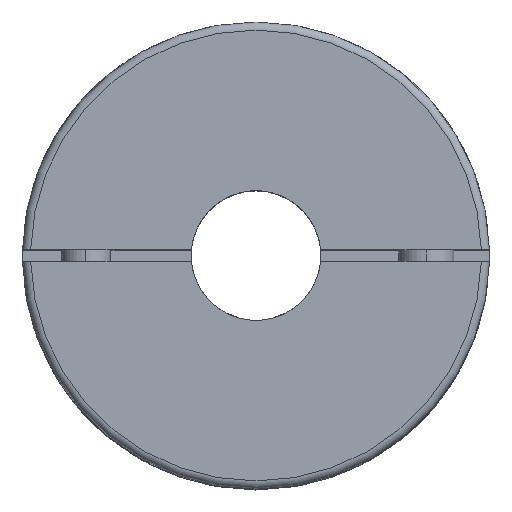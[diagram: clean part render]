
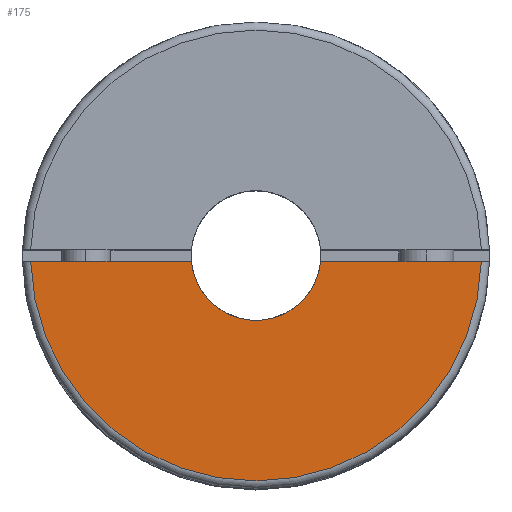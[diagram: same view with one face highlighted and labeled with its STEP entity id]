
A CAD part, top view. The second image highlights one B-rep face of the part: STEP entity #175.
In plain terms, the highlighted planar face has unit normal (0, 0, 1).
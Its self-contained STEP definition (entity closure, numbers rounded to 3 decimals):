
#108 = VECTOR ( 'NONE', #3699, 1000. ) ;
#175 = ADVANCED_FACE ( 'NONE', ( #834 ), #3682, .T. ) ;
#242 = CARTESIAN_POINT ( 'NONE',  ( 13.896, -0.35, 0. ) ) ;
#305 = CARTESIAN_POINT ( 'NONE',  ( 0., 13.9, 0. ) ) ;
#316 = DIRECTION ( 'NONE',  ( 1., 0., 0. ) ) ;
#349 = DIRECTION ( 'NONE',  ( -1., 0., 0. ) ) ;
#423 = VERTEX_POINT ( 'NONE', #242 ) ;
#707 = ORIENTED_EDGE ( 'NONE', *, *, #1531, .F. ) ;
#714 = CARTESIAN_POINT ( 'NONE',  ( -13.896, -0.35, 0. ) ) ;
#805 = DIRECTION ( 'NONE',  ( 1., 0., 0. ) ) ;
#814 = EDGE_CURVE ( 'NONE', #979, #1147, #3453, .T. ) ;
#834 = FACE_OUTER_BOUND ( 'NONE', #4313, .T. ) ;
#877 = LINE ( 'NONE', #2555, #108 ) ;
#979 = VERTEX_POINT ( 'NONE', #714 ) ;
#1147 = VERTEX_POINT ( 'NONE', #2974 ) ;
#1164 = EDGE_CURVE ( 'NONE', #3839, #423, #877, .T. ) ;
#1531 = EDGE_CURVE ( 'NONE', #423, #979, #4113, .T. ) ;
#1710 = CARTESIAN_POINT ( 'NONE',  ( 3.985, -0.35, 0. ) ) ;
#1784 = ORIENTED_EDGE ( 'NONE', *, *, #4238, .T. ) ;
#2158 = VECTOR ( 'NONE', #316, 1000. ) ;
#2445 = CARTESIAN_POINT ( 'NONE',  ( 0., 0., 0. ) ) ;
#2555 = CARTESIAN_POINT ( 'NONE',  ( -14.4, -0.35, 0. ) ) ;
#2813 = CIRCLE ( 'NONE', #3610, 4. ) ;
#2833 = CARTESIAN_POINT ( 'NONE',  ( -14.4, -0.35, 0. ) ) ;
#2869 = ORIENTED_EDGE ( 'NONE', *, *, #1164, .F. ) ;
#2974 = CARTESIAN_POINT ( 'NONE',  ( -3.985, -0.35, 0. ) ) ;
#3047 = ORIENTED_EDGE ( 'NONE', *, *, #814, .F. ) ;
#3453 = LINE ( 'NONE', #2833, #2158 ) ;
#3610 = AXIS2_PLACEMENT_3D ( 'NONE', #2445, #4132, #349 ) ;
#3682 = PLANE ( 'NONE',  #4131 ) ;
#3699 = DIRECTION ( 'NONE',  ( 1., 0., 0. ) ) ;
#3839 = VERTEX_POINT ( 'NONE', #1710 ) ;
#4113 = CIRCLE ( 'NONE', #4983, 13.9 ) ;
#4131 = AXIS2_PLACEMENT_3D ( 'NONE', #305, #5372, #805 ) ;
#4132 = DIRECTION ( 'NONE',  ( 0., 0., -1. ) ) ;
#4238 = EDGE_CURVE ( 'NONE', #3839, #1147, #2813, .T. ) ;
#4313 = EDGE_LOOP ( 'NONE', ( #3047, #707, #2869, #1784 ) ) ;
#4455 = DIRECTION ( 'NONE',  ( 0., 0., -1. ) ) ;
#4863 = DIRECTION ( 'NONE',  ( -1., 0., 0. ) ) ;
#4983 = AXIS2_PLACEMENT_3D ( 'NONE', #5247, #4455, #4863 ) ;
#5247 = CARTESIAN_POINT ( 'NONE',  ( 0., 0., 0. ) ) ;
#5372 = DIRECTION ( 'NONE',  ( 0., 0., 1. ) ) ;
